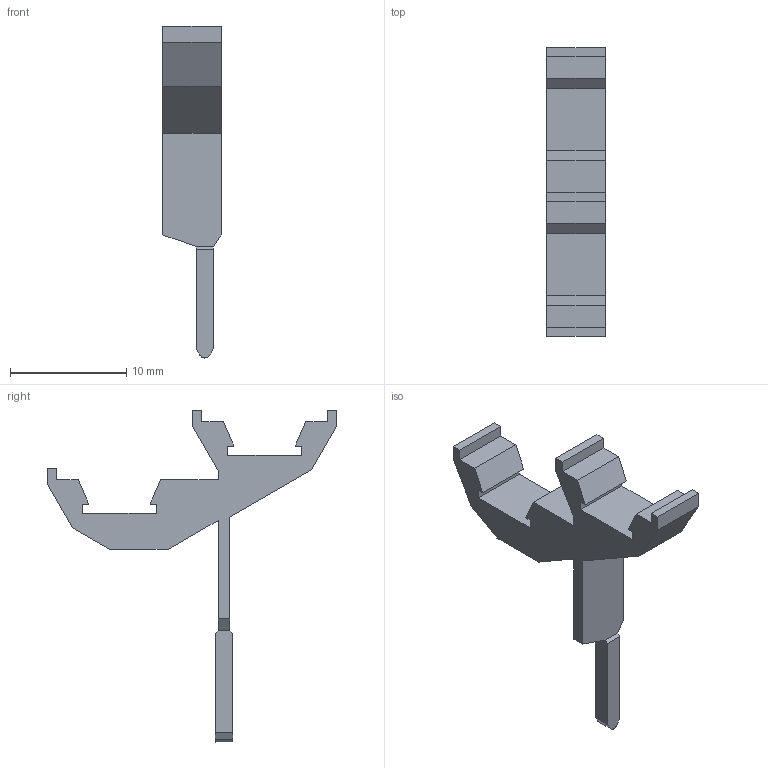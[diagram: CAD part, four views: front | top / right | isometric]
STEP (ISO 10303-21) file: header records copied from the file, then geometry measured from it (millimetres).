
FILE_DESCRIPTION(('Creo Elements/Direct Modeling STEP Export'),'2;1');
FILE_NAME('model.stp','2020-11-10T 0:10:13',(''),(''),'Creo Elements/Direct Modeling STEP processor for AP214 (Solid Model)','Creo Elements/Direct Modeling 20.1A 29-Sep-2018 (C) Parametric Technology GmbH','');
FILE_SCHEMA(('AUTOMOTIVE_DESIGN { 1 0 10303 214 1 1 1 1 }'));
Length unit declared in the file: millimetre
Products named in the file (2): STP_5-2_select
Assembly tree (1 placements, depth 2):
  STP_5-2_select
    STP_5-2_select
Bounding box: 5 x 24.9 x 28.6 mm (x, y, z)
Volume: 568.2 mm3; surface area: 787.1 mm2
Topology: 1 solids, 1 shells, 50 faces, 140 edges, 92 vertices
Faces by surface type: plane 49, cylinder 1
Entity records: 2019 total; most frequent: CARTESIAN_POINT 284, ORIENTED_EDGE 280, DIRECTION 246, EDGE_CURVE 140, VECTOR 138, LINE 138, VERTEX_POINT 92, AXIS2_PLACEMENT_3D 54
